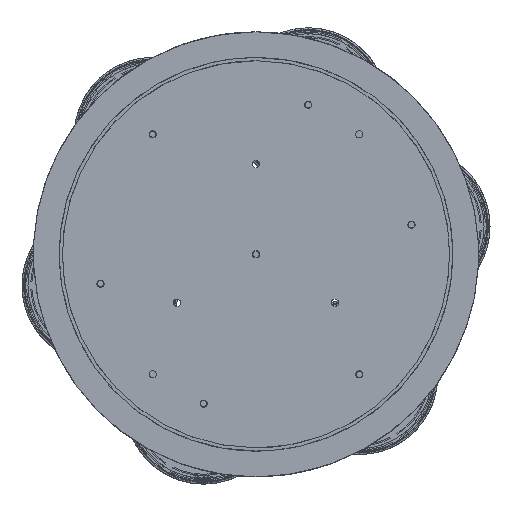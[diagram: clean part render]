
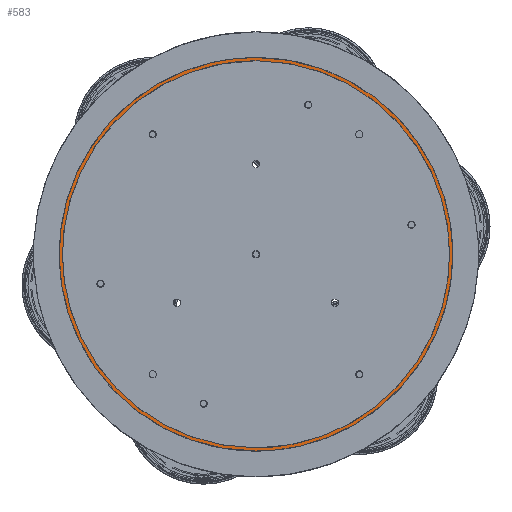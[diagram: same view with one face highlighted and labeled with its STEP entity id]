
A CAD part, top view. The second image highlights one B-rep face of the part: STEP entity #583.
In plain terms, the highlighted planar face has unit normal (0, 0, 1).
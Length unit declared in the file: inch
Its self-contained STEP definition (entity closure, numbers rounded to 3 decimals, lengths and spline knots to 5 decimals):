
#285=FACE_BOUND('',#2167,.T.);
#583=ADVANCED_FACE('',(#1360,#285),#20598,.T.);
#1360=FACE_OUTER_BOUND('',#2166,.T.);
#2166=EDGE_LOOP('',(#3411,#3412));
#2167=EDGE_LOOP('',(#3413,#3414));
#3411=ORIENTED_EDGE('',*,*,#8748,.F.);
#3412=ORIENTED_EDGE('',*,*,#8742,.F.);
#3413=ORIENTED_EDGE('',*,*,#8750,.T.);
#3414=ORIENTED_EDGE('',*,*,#8736,.T.);
#8736=EDGE_CURVE('',#17158,#17159,#15562,.T.);
#8742=EDGE_CURVE('',#17164,#17165,#15564,.T.);
#8748=EDGE_CURVE('',#17165,#17164,#15566,.T.);
#8750=EDGE_CURVE('',#17159,#17158,#15568,.T.);
#15562=(
BOUNDED_CURVE()
B_SPLINE_CURVE(2,(#23283,#23284,#23285,#23286,#23287),.UNSPECIFIED.,.F.,
 .F.)
B_SPLINE_CURVE_WITH_KNOTS((3,2,3),(-23.56194,-11.78097,
0.),.UNSPECIFIED.)
CURVE()
GEOMETRIC_REPRESENTATION_ITEM()
RATIONAL_B_SPLINE_CURVE((1.,0.707,1.,0.707,1.))
REPRESENTATION_ITEM('')
);
#15564=(
BOUNDED_CURVE()
B_SPLINE_CURVE(2,(#23301,#23302,#23303,#23304,#23305),.UNSPECIFIED.,.F.,
 .F.)
B_SPLINE_CURVE_WITH_KNOTS((3,2,3),(-23.95464,-11.97732,
0.),.UNSPECIFIED.)
CURVE()
GEOMETRIC_REPRESENTATION_ITEM()
RATIONAL_B_SPLINE_CURVE((1.,0.707,1.,0.707,1.))
REPRESENTATION_ITEM('')
);
#15566=(
BOUNDED_CURVE()
B_SPLINE_CURVE(2,(#23319,#23320,#23321,#23322,#23323),.UNSPECIFIED.,.F.,
 .F.)
B_SPLINE_CURVE_WITH_KNOTS((3,2,3),(-23.95464,-11.97732,
0.),.UNSPECIFIED.)
CURVE()
GEOMETRIC_REPRESENTATION_ITEM()
RATIONAL_B_SPLINE_CURVE((1.,0.707,1.,0.707,1.))
REPRESENTATION_ITEM('')
);
#15568=(
BOUNDED_CURVE()
B_SPLINE_CURVE(2,(#23329,#23330,#23331,#23332,#23333),.UNSPECIFIED.,.F.,
 .F.)
B_SPLINE_CURVE_WITH_KNOTS((3,2,3),(-23.56194,-11.78097,
0.),.UNSPECIFIED.)
CURVE()
GEOMETRIC_REPRESENTATION_ITEM()
RATIONAL_B_SPLINE_CURVE((1.,0.707,1.,0.707,1.))
REPRESENTATION_ITEM('')
);
#17158=VERTEX_POINT('',#23103);
#17159=VERTEX_POINT('',#23104);
#17164=VERTEX_POINT('',#23109);
#17165=VERTEX_POINT('',#23110);
#20598=PLANE('',#21410);
#21410=AXIS2_PLACEMENT_3D('',#23009,#21607,$);
#21607=DIRECTION('',(0.,0.,1.));
#23009=CARTESIAN_POINT('',(-9.1512,26.42178,7.625));
#23103=CARTESIAN_POINT('',(0.,9.77058,7.625));
#23104=CARTESIAN_POINT('',(0.,24.77058,7.625));
#23109=CARTESIAN_POINT('',(0.,24.89558,7.625));
#23110=CARTESIAN_POINT('',(0.,9.64558,7.625));
#23283=CARTESIAN_POINT('',(0.,9.77058,7.625));
#23284=CARTESIAN_POINT('',(-7.5,9.77058,7.625));
#23285=CARTESIAN_POINT('',(-7.5,17.27058,7.625));
#23286=CARTESIAN_POINT('',(-7.5,24.77058,7.625));
#23287=CARTESIAN_POINT('',(0.,24.77058,7.625));
#23301=CARTESIAN_POINT('',(0.,24.89558,7.625));
#23302=CARTESIAN_POINT('',(7.625,24.89558,7.625));
#23303=CARTESIAN_POINT('',(7.625,17.27058,7.625));
#23304=CARTESIAN_POINT('',(7.625,9.64558,7.625));
#23305=CARTESIAN_POINT('',(0.,9.64558,7.625));
#23319=CARTESIAN_POINT('',(0.,9.64558,7.625));
#23320=CARTESIAN_POINT('',(-7.625,9.64558,7.625));
#23321=CARTESIAN_POINT('',(-7.625,17.27058,7.625));
#23322=CARTESIAN_POINT('',(-7.625,24.89558,7.625));
#23323=CARTESIAN_POINT('',(0.,24.89558,7.625));
#23329=CARTESIAN_POINT('',(0.,24.77058,7.625));
#23330=CARTESIAN_POINT('',(7.5,24.77058,7.625));
#23331=CARTESIAN_POINT('',(7.5,17.27058,7.625));
#23332=CARTESIAN_POINT('',(7.5,9.77058,7.625));
#23333=CARTESIAN_POINT('',(0.,9.77058,7.625));
